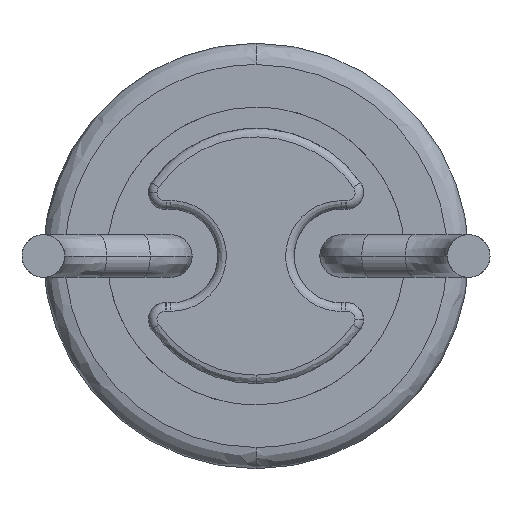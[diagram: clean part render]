
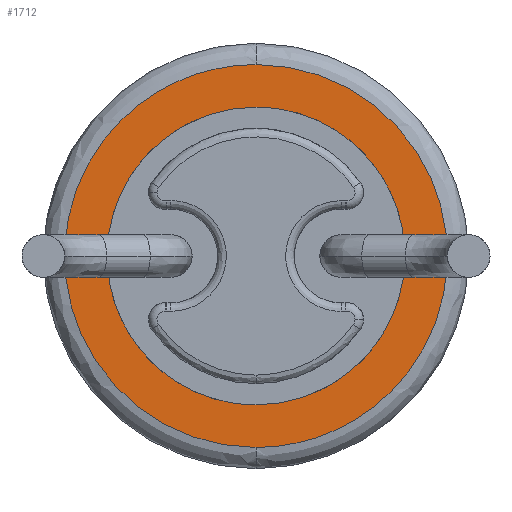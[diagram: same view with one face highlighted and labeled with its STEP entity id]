
A CAD part, front view. The second image highlights one B-rep face of the part: STEP entity #1712.
In plain terms, the highlighted planar face has unit normal (0, -1, 0).
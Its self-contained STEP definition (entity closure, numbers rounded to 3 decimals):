
#48 = CARTESIAN_POINT ( 'NONE',  ( 0.881, 0., 1.529 ) ) ;
#99 = FACE_OUTER_BOUND ( 'NONE', #442, .T. ) ;
#111 = EDGE_CURVE ( 'NONE', #2343, #2894, #4620, .T. ) ;
#303 = AXIS2_PLACEMENT_3D ( 'NONE', #3655, #2476, #1743 ) ;
#314 = CARTESIAN_POINT ( 'NONE',  ( -0.458, 0., 1.704 ) ) ;
#331 = CARTESIAN_POINT ( 'NONE',  ( 0.881, 0., -1.529 ) ) ;
#350 =( BOUNDED_CURVE ( )  B_SPLINE_CURVE ( 3, ( #2762, #1647, #2449, #920 ),
 .UNSPECIFIED., .F., .F. ) 
 B_SPLINE_CURVE_WITH_KNOTS ( ( 4, 4 ),
 ( 0.75, 1.25 ),
 .UNSPECIFIED. ) 
 CURVE ( )  GEOMETRIC_REPRESENTATION_ITEM ( )  RATIONAL_B_SPLINE_CURVE ( ( 1., 0.333, 0.333, 1. ) ) 
 REPRESENTATION_ITEM ( '' )  );
#401 = CARTESIAN_POINT ( 'NONE',  ( 1.75, 0., 0.229 ) ) ;
#442 = EDGE_LOOP ( 'NONE', ( #1235, #1922 ) ) ;
#652 = EDGE_CURVE ( 'NONE', #4051, #1133, #4833, .T. ) ;
#676 = CARTESIAN_POINT ( 'NONE',  ( -1.075, 0., 1.399 ) ) ;
#685 = CARTESIAN_POINT ( 'NONE',  ( -1.704, 0., 0.458 ) ) ;
#729 = CARTESIAN_POINT ( 'NONE',  ( 1.075, 0., -1.399 ) ) ;
#826 = CARTESIAN_POINT ( 'NONE',  ( 1.075, 0., 1.399 ) ) ;
#920 = CARTESIAN_POINT ( 'NONE',  ( 0., 0., 2.25 ) ) ;
#1044 = CARTESIAN_POINT ( 'NONE',  ( -1.399, 0., -1.075 ) ) ;
#1059 = CARTESIAN_POINT ( 'NONE',  ( -0.458, 0., -1.704 ) ) ;
#1094 = CARTESIAN_POINT ( 'NONE',  ( -1.75, 0., -0.229 ) ) ;
#1133 = VERTEX_POINT ( 'NONE', #1957 ) ;
#1148 = FACE_BOUND ( 'NONE', #3239, .T. ) ;
#1235 = ORIENTED_EDGE ( 'NONE', *, *, #4116, .F. ) ;
#1257 = B_SPLINE_CURVE_WITH_KNOTS ( 'NONE', 3,
 ( #3725, #4552, #314, #1807, #676, #3351, #3400, #685, #2248, #1094, #3805, #4128, #1044, #1849, #1870, #1059, #4491, #2193 ),
 .UNSPECIFIED., .F., .F.,
 ( 4, 2, 2, 2, 2, 2, 2, 2, 4 ),
 ( 0.25, 0.313, 0.375, 0.438, 0.5, 0.563, 0.625, 0.688, 0.75 ),
 .UNSPECIFIED. ) ;
#1622 = CARTESIAN_POINT ( 'NONE',  ( 0.229, 0., 1.75 ) ) ;
#1647 = CARTESIAN_POINT ( 'NONE',  ( -4.5, 0., -2.25 ) ) ;
#1686 = PLANE ( 'NONE',  #303 ) ;
#1712 = ADVANCED_FACE ( 'NONE', ( #1148, #99 ), #1686, .F. ) ;
#1743 = DIRECTION ( 'NONE',  ( 0., 0., 1. ) ) ;
#1807 = CARTESIAN_POINT ( 'NONE',  ( -0.881, 0., 1.529 ) ) ;
#1849 = CARTESIAN_POINT ( 'NONE',  ( -1.075, 0., -1.399 ) ) ;
#1870 = CARTESIAN_POINT ( 'NONE',  ( -0.881, 0., -1.529 ) ) ;
#1883 = CARTESIAN_POINT ( 'NONE',  ( 0.229, 0., -1.75 ) ) ;
#1922 = ORIENTED_EDGE ( 'NONE', *, *, #111, .F. ) ;
#1957 = CARTESIAN_POINT ( 'NONE',  ( 0., 0., 1.75 ) ) ;
#1961 = CARTESIAN_POINT ( 'NONE',  ( 1.75, 0., -0.229 ) ) ;
#1978 = CARTESIAN_POINT ( 'NONE',  ( 1.399, 0., 1.075 ) ) ;
#2109 = CARTESIAN_POINT ( 'NONE',  ( 0., 0., 2.25 ) ) ;
#2193 = CARTESIAN_POINT ( 'NONE',  ( 0., 0., -1.75 ) ) ;
#2248 = CARTESIAN_POINT ( 'NONE',  ( -1.75, 0., 0.229 ) ) ;
#2279 = CARTESIAN_POINT ( 'NONE',  ( 0., 0., 2.25 ) ) ;
#2343 = VERTEX_POINT ( 'NONE', #2279 ) ;
#2383 = CARTESIAN_POINT ( 'NONE',  ( 0., 0., -1.75 ) ) ;
#2437 = CARTESIAN_POINT ( 'NONE',  ( 0., 0., -2.25 ) ) ;
#2449 = CARTESIAN_POINT ( 'NONE',  ( -4.5, 0., 2.25 ) ) ;
#2454 = ORIENTED_EDGE ( 'NONE', *, *, #652, .F. ) ;
#2476 = DIRECTION ( 'NONE',  ( 0., 1., 0. ) ) ;
#2762 = CARTESIAN_POINT ( 'NONE',  ( 0., 0., -2.25 ) ) ;
#2894 = VERTEX_POINT ( 'NONE', #2437 ) ;
#3037 = CARTESIAN_POINT ( 'NONE',  ( 0., 0., -1.75 ) ) ;
#3081 = EDGE_CURVE ( 'NONE', #1133, #4051, #1257, .T. ) ;
#3134 = ORIENTED_EDGE ( 'NONE', *, *, #3081, .F. ) ;
#3143 = CARTESIAN_POINT ( 'NONE',  ( 1.704, 0., -0.458 ) ) ;
#3239 = EDGE_LOOP ( 'NONE', ( #3134, #2454 ) ) ;
#3351 = CARTESIAN_POINT ( 'NONE',  ( -1.399, 0., 1.075 ) ) ;
#3400 = CARTESIAN_POINT ( 'NONE',  ( -1.529, 0., 0.881 ) ) ;
#3436 = CARTESIAN_POINT ( 'NONE',  ( 1.399, 0., -1.075 ) ) ;
#3474 = CARTESIAN_POINT ( 'NONE',  ( 1.529, 0., 0.881 ) ) ;
#3521 = CARTESIAN_POINT ( 'NONE',  ( 0., 0., 1.75 ) ) ;
#3655 = CARTESIAN_POINT ( 'NONE',  ( 0., 0., 0. ) ) ;
#3656 = CARTESIAN_POINT ( 'NONE',  ( 0., 0., -2.25 ) ) ;
#3725 = CARTESIAN_POINT ( 'NONE',  ( 0., 0., 1.75 ) ) ;
#3805 = CARTESIAN_POINT ( 'NONE',  ( -1.704, 0., -0.458 ) ) ;
#3813 = CARTESIAN_POINT ( 'NONE',  ( 1.529, 0., -0.881 ) ) ;
#3917 = CARTESIAN_POINT ( 'NONE',  ( 1.704, 0., 0.458 ) ) ;
#4051 = VERTEX_POINT ( 'NONE', #2383 ) ;
#4116 = EDGE_CURVE ( 'NONE', #2894, #2343, #350, .T. ) ;
#4128 = CARTESIAN_POINT ( 'NONE',  ( -1.529, 0., -0.881 ) ) ;
#4292 = CARTESIAN_POINT ( 'NONE',  ( 0.458, 0., 1.704 ) ) ;
#4428 = CARTESIAN_POINT ( 'NONE',  ( 4.5, 0., -2.25 ) ) ;
#4491 = CARTESIAN_POINT ( 'NONE',  ( -0.229, 0., -1.75 ) ) ;
#4552 = CARTESIAN_POINT ( 'NONE',  ( -0.229, 0., 1.75 ) ) ;
#4620 =( BOUNDED_CURVE ( )  B_SPLINE_CURVE ( 3, ( #2109, #4822, #4428, #3656 ),
 .UNSPECIFIED., .F., .F. ) 
 B_SPLINE_CURVE_WITH_KNOTS ( ( 4, 4 ),
 ( 0.25, 0.75 ),
 .UNSPECIFIED. ) 
 CURVE ( )  GEOMETRIC_REPRESENTATION_ITEM ( )  RATIONAL_B_SPLINE_CURVE ( ( 1., 0.333, 0.333, 1. ) ) 
 REPRESENTATION_ITEM ( '' )  );
#4822 = CARTESIAN_POINT ( 'NONE',  ( 4.5, 0., 2.25 ) ) ;
#4833 = B_SPLINE_CURVE_WITH_KNOTS ( 'NONE', 3,
 ( #3037, #1883, #4947, #331, #729, #3436, #3813, #3143, #1961, #401, #3917, #3474, #1978, #826, #48, #4292, #1622, #3521 ),
 .UNSPECIFIED., .F., .F.,
 ( 4, 2, 2, 2, 2, 2, 2, 2, 4 ),
 ( 0.75, 0.813, 0.875, 0.938, 1., 1.063, 1.125, 1.188, 1.25 ),
 .UNSPECIFIED. ) ;
#4947 = CARTESIAN_POINT ( 'NONE',  ( 0.458, 0., -1.704 ) ) ;
